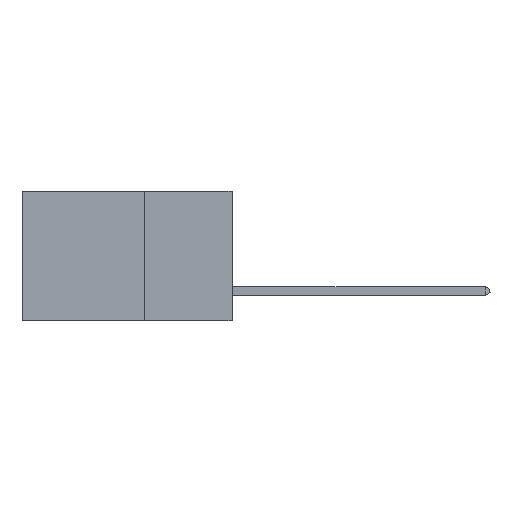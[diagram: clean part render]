
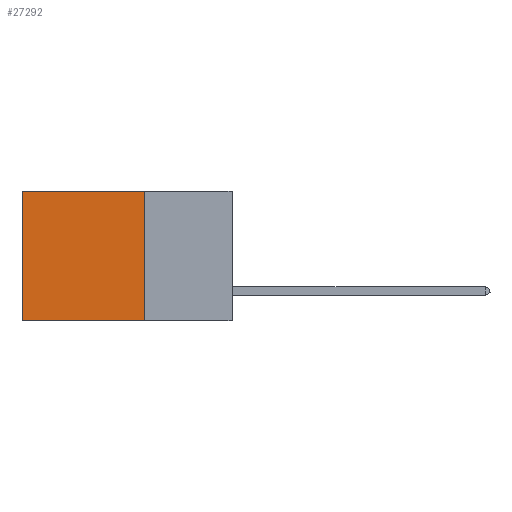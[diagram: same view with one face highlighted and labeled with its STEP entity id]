
A CAD part, left-side view. The second image highlights one B-rep face of the part: STEP entity #27292.
In plain terms, the highlighted planar face has unit normal (-1, 0, 0).
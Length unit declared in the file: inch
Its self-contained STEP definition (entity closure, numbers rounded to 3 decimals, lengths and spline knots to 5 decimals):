
#2059 = EDGE_CURVE ( 'NONE', #4647, #5021, #17473, .T. ) ;
#2116 = VERTEX_POINT ( 'NONE', #5618 ) ;
#2381 = DIRECTION ( 'NONE',  ( 1., 0., 0. ) ) ;
#3241 = CARTESIAN_POINT ( 'NONE',  ( 0.2875, 0.25, 0. ) ) ;
#4647 = VERTEX_POINT ( 'NONE', #24995 ) ;
#4855 = ORIENTED_EDGE ( 'NONE', *, *, #11279, .F. ) ;
#5021 = VERTEX_POINT ( 'NONE', #15163 ) ;
#5618 = CARTESIAN_POINT ( 'NONE',  ( 0.2875, 0.6, -0.37 ) ) ;
#6064 = LINE ( 'NONE', #13001, #22882 ) ;
#6969 = PLANE ( 'NONE',  #21093 ) ;
#7127 = FACE_OUTER_BOUND ( 'NONE', #7170, .T. ) ;
#7170 = EDGE_LOOP ( 'NONE', ( #15131, #4855, #29035, #12161 ) ) ;
#8086 = LINE ( 'NONE', #27195, #14897 ) ;
#8329 = VECTOR ( 'NONE', #25357, 39.37008 ) ;
#8551 = DIRECTION ( 'NONE',  ( 0., 0., -1. ) ) ;
#9028 = DIRECTION ( 'NONE',  ( 0., 0., -1. ) ) ;
#10446 = CARTESIAN_POINT ( 'NONE',  ( 0.2875, 0.6, 0. ) ) ;
#11279 = EDGE_CURVE ( 'NONE', #30413, #2116, #6064, .T. ) ;
#12161 = ORIENTED_EDGE ( 'NONE', *, *, #2059, .T. ) ;
#13001 = CARTESIAN_POINT ( 'NONE',  ( 0.2875, 0.25, -0.37 ) ) ;
#14897 = VECTOR ( 'NONE', #8551, 39.37008 ) ;
#15131 = ORIENTED_EDGE ( 'NONE', *, *, #17751, .T. ) ;
#15163 = CARTESIAN_POINT ( 'NONE',  ( 0.2875, 0.6, 0. ) ) ;
#17473 = LINE ( 'NONE', #3241, #8329 ) ;
#17751 = EDGE_CURVE ( 'NONE', #5021, #2116, #24508, .T. ) ;
#20287 = DIRECTION ( 'NONE',  ( 0., 1., 0. ) ) ;
#21093 = AXIS2_PLACEMENT_3D ( 'NONE', #21197, #2381, #9028 ) ;
#21197 = CARTESIAN_POINT ( 'NONE',  ( 0.2875, 0.25, 0. ) ) ;
#22144 = DIRECTION ( 'NONE',  ( 0., 0., -1. ) ) ;
#22207 = EDGE_CURVE ( 'NONE', #4647, #30413, #8086, .T. ) ;
#22882 = VECTOR ( 'NONE', #20287, 39.37008 ) ;
#24508 = LINE ( 'NONE', #10446, #29923 ) ;
#24564 = CARTESIAN_POINT ( 'NONE',  ( 0.2875, 0.25, -0.37 ) ) ;
#24995 = CARTESIAN_POINT ( 'NONE',  ( 0.2875, 0.25, 0. ) ) ;
#25357 = DIRECTION ( 'NONE',  ( 0., 1., 0. ) ) ;
#27195 = CARTESIAN_POINT ( 'NONE',  ( 0.2875, 0.25, 0. ) ) ;
#27292 = ADVANCED_FACE ( 'NONE', ( #7127 ), #6969, .F. ) ;
#29035 = ORIENTED_EDGE ( 'NONE', *, *, #22207, .F. ) ;
#29923 = VECTOR ( 'NONE', #22144, 39.37008 ) ;
#30413 = VERTEX_POINT ( 'NONE', #24564 ) ;
